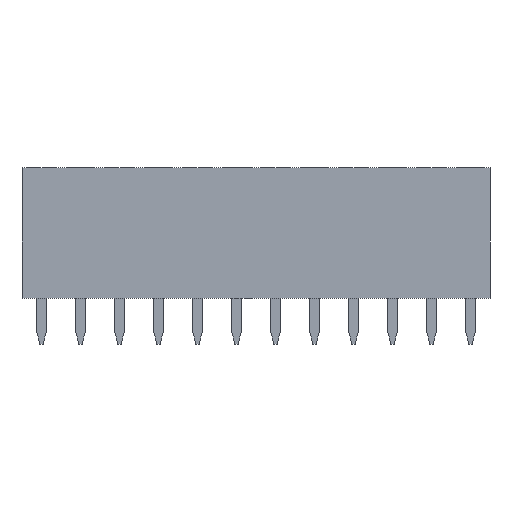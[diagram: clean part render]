
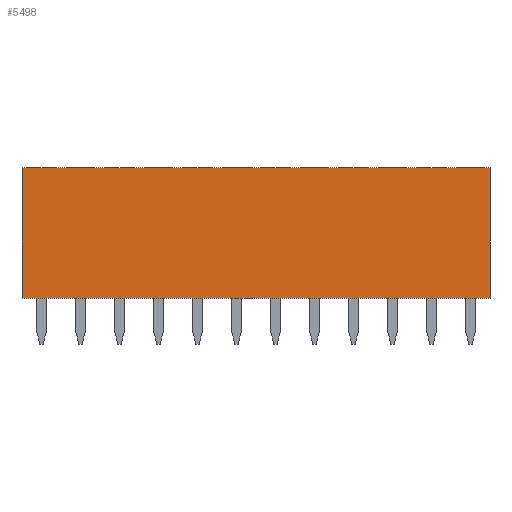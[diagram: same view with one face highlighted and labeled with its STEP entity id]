
A CAD part, front view. The second image highlights one B-rep face of the part: STEP entity #5498.
In plain terms, the highlighted planar face has unit normal (0, -1, 0).
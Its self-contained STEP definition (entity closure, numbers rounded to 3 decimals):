
#5498=ADVANCED_FACE('',(#10258),#10260,.T.);
#10258=FACE_BOUND('',#10259,.T.);
#10259=EDGE_LOOP('',(#13965,#13966,#13967,#13968));
#10260=PLANE('',#10261);
#10261=AXIS2_PLACEMENT_3D('',#10262,#10263,#10264);
#10262=CARTESIAN_POINT('',(-1.27,-1.27,0.));
#10263=DIRECTION('',(0.,-1.,0.));
#10264=DIRECTION('',(1.,0.,0.));
#13965=ORIENTED_EDGE('',*,*,#15919,.T.);
#13966=ORIENTED_EDGE('',*,*,#15772,.T.);
#13967=ORIENTED_EDGE('',*,*,#15893,.F.);
#13968=ORIENTED_EDGE('',*,*,#15761,.F.);
#15761=EDGE_CURVE('',#18585,#18587,#18588,.T.);
#15772=EDGE_CURVE('',#18607,#18605,#18608,.T.);
#15893=EDGE_CURVE('',#18587,#18605,#18753,.T.);
#15919=EDGE_CURVE('',#18585,#18607,#18783,.T.);
#18585=VERTEX_POINT('',#24765);
#18587=VERTEX_POINT('',#24769);
#18588=LINE('',#24770,#24771);
#18605=VERTEX_POINT('',#24807);
#18607=VERTEX_POINT('',#24811);
#18608=LINE('',#24812,#24813);
#18753=LINE('',#25203,#25204);
#18783=LINE('',#25285,#25286);
#24765=CARTESIAN_POINT('',(-1.27,-1.27,0.));
#24769=CARTESIAN_POINT('',(-1.27,-1.27,8.5));
#24770=CARTESIAN_POINT('',(-1.27,-1.27,0.));
#24771=VECTOR('',#24772,1.);
#24772=DIRECTION('',(0.,0.,1.));
#24807=CARTESIAN_POINT('',(29.21,-1.27,8.5));
#24811=CARTESIAN_POINT('',(29.21,-1.27,0.));
#24812=CARTESIAN_POINT('',(29.21,-1.27,0.));
#24813=VECTOR('',#24814,1.);
#24814=DIRECTION('',(0.,0.,1.));
#25203=CARTESIAN_POINT('',(-1.27,-1.27,8.5));
#25204=VECTOR('',#25205,1.);
#25205=DIRECTION('',(1.,0.,0.));
#25285=CARTESIAN_POINT('',(-1.27,-1.27,0.));
#25286=VECTOR('',#25287,1.);
#25287=DIRECTION('',(1.,0.,0.));
